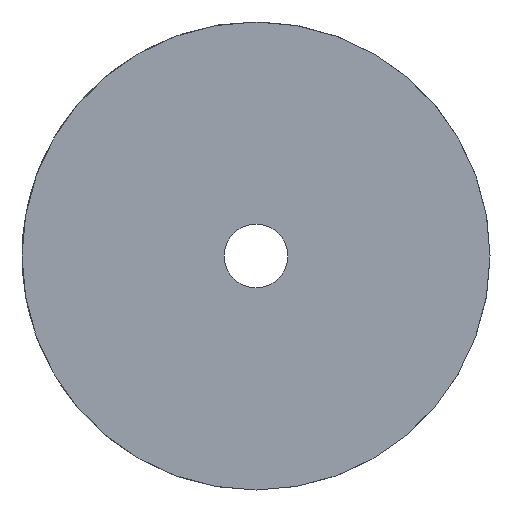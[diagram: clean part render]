
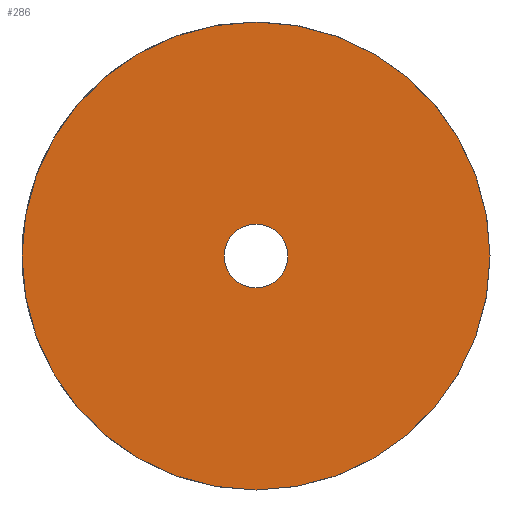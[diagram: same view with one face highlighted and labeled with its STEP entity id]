
A CAD part, left-side view. The second image highlights one B-rep face of the part: STEP entity #286.
In plain terms, the highlighted planar face has unit normal (-1, 0, 0).
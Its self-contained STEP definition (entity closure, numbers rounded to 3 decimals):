
#286 = ADVANCED_FACE( '', ( #612, #613 ), #614, .F. );
#612 = FACE_OUTER_BOUND( '', #971, .T. );
#613 = FACE_BOUND( '', #972, .T. );
#614 = PLANE( '', #973 );
#971 = EDGE_LOOP( '', ( #1662 ) );
#972 = EDGE_LOOP( '', ( #1663 ) );
#973 = AXIS2_PLACEMENT_3D( '', #1664, #1665, #1666 );
#1662 = ORIENTED_EDGE( '', *, *, #2241, .F. );
#1663 = ORIENTED_EDGE( '', *, *, #2239, .T. );
#1664 = CARTESIAN_POINT( '', ( 0., 0., 0. ) );
#1665 = DIRECTION( '', ( 1., 0., 0. ) );
#1666 = DIRECTION( '', ( 0., 0., -1. ) );
#2239 = EDGE_CURVE( '', #2678, #2678, #2679, .T. );
#2241 = EDGE_CURVE( '', #2681, #2681, #2682, .T. );
#2678 = VERTEX_POINT( '', #3169 );
#2679 = CIRCLE( '', #3170, 3. );
#2681 = VERTEX_POINT( '', #3172 );
#2682 = CIRCLE( '', #3173, 22. );
#3169 = CARTESIAN_POINT( '', ( 0., 0., -3. ) );
#3170 = AXIS2_PLACEMENT_3D( '', #3704, #3705, #3706 );
#3172 = CARTESIAN_POINT( '', ( 0., 0., -22. ) );
#3173 = AXIS2_PLACEMENT_3D( '', #3707, #3708, #3709 );
#3704 = CARTESIAN_POINT( '', ( 0., 0., 0. ) );
#3705 = DIRECTION( '', ( 1., 0., 0. ) );
#3706 = DIRECTION( '', ( 0., 0., -1. ) );
#3707 = CARTESIAN_POINT( '', ( 0., 0., 0. ) );
#3708 = DIRECTION( '', ( 1., 0., 0. ) );
#3709 = DIRECTION( '', ( 0., 0., -1. ) );
